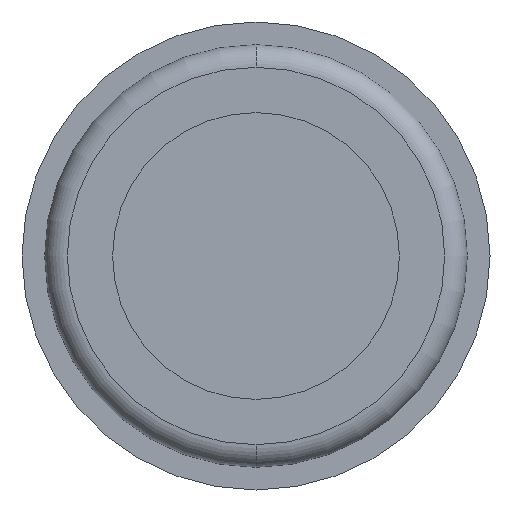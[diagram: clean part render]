
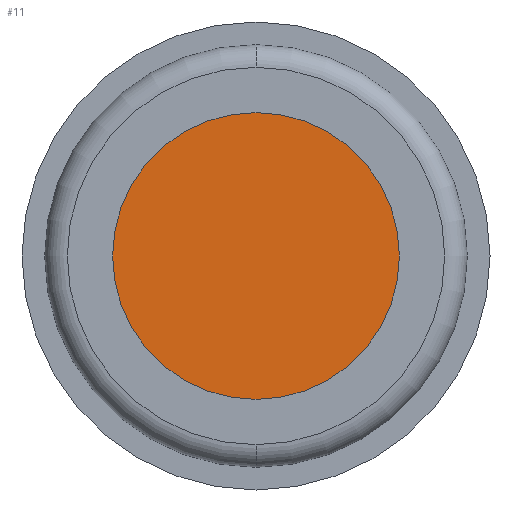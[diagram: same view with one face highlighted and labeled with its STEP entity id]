
A CAD part, front view. The second image highlights one B-rep face of the part: STEP entity #11.
In plain terms, the highlighted planar face has unit normal (0, -1, 0).
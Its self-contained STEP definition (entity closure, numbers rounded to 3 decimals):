
#11 = ADVANCED_FACE ( 'NONE', ( #540 ), #749, .F. ) ;
#69 = EDGE_CURVE ( 'NONE', #499, #500, #666, .T. ) ;
#84 = EDGE_CURVE ( 'NONE', #500, #499, #671, .T. ) ;
#108 = AXIS2_PLACEMENT_3D ( 'NONE', #748, #747, #746 ) ;
#201 = CARTESIAN_POINT ( 'NONE',  ( 0., 9.8, -9.5 ) ) ;
#202 = CARTESIAN_POINT ( 'NONE',  ( 0., 9.8, 9.5 ) ) ;
#227 = DIRECTION ( 'NONE',  ( 0., 0., 1. ) ) ;
#228 = DIRECTION ( 'NONE',  ( 0., 1., 0. ) ) ;
#229 = CARTESIAN_POINT ( 'NONE',  ( 0., 9.8, 0. ) ) ;
#283 = DIRECTION ( 'NONE',  ( 0., 0., 1. ) ) ;
#284 = DIRECTION ( 'NONE',  ( 0., 1., 0. ) ) ;
#286 = CARTESIAN_POINT ( 'NONE',  ( 0., 9.8, 0. ) ) ;
#432 = ORIENTED_EDGE ( 'NONE', *, *, #84, .F. ) ;
#433 = ORIENTED_EDGE ( 'NONE', *, *, #69, .F. ) ;
#485 = EDGE_LOOP ( 'NONE', ( #433, #432 ) ) ;
#499 = VERTEX_POINT ( 'NONE', #202 ) ;
#500 = VERTEX_POINT ( 'NONE', #201 ) ;
#540 = FACE_OUTER_BOUND ( 'NONE', #485, .T. ) ;
#643 = AXIS2_PLACEMENT_3D ( 'NONE', #229, #228, #227 ) ;
#666 = CIRCLE ( 'NONE', #667, 9.5 ) ;
#667 = AXIS2_PLACEMENT_3D ( 'NONE', #286, #284, #283 ) ;
#671 = CIRCLE ( 'NONE', #643, 9.5 ) ;
#746 = DIRECTION ( 'NONE',  ( 0., 0., 1. ) ) ;
#747 = DIRECTION ( 'NONE',  ( 0., 1., 0. ) ) ;
#748 = CARTESIAN_POINT ( 'NONE',  ( 9.5, 9.8, 0. ) ) ;
#749 = PLANE ( 'NONE',  #108 ) ;
